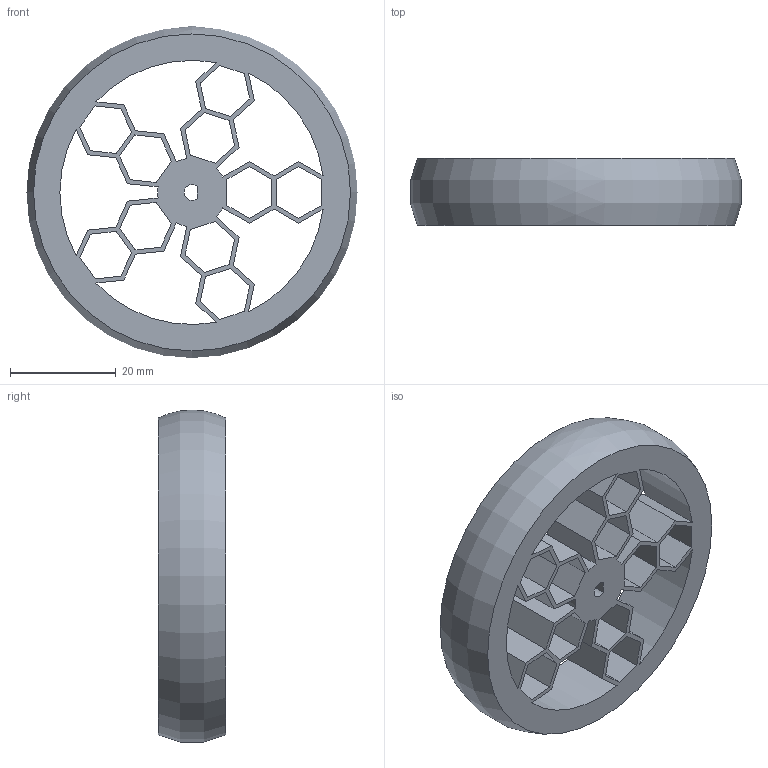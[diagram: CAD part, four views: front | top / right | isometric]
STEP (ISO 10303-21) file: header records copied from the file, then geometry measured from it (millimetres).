
FILE_DESCRIPTION(/* description */ (''),/* implementation_level */ '2;1');
FILE_NAME(/* name */ 'WheelV2.ipt.step',/* time_stamp */ '2024-02-28T22:22:19-06:00',/* author */ ('smz3rm'),/* organization */ (''),/* preprocessor_version */ 'ST-DEVELOPER v18',/* originating_system */ 'Autodesk Inventor 2020',/* authorisation */ '');
FILE_SCHEMA (('AUTOMOTIVE_DESIGN { 1 0 10303 214 3 1 1 }'));
Length unit declared in the file: millimetre
Products named in the file (1): WheelV2
Bounding box: 62.66 x 12.7 x 62.83 mm (x, y, z)
Volume: 17723.3 mm3; surface area: 13340.5 mm2
Topology: 1 solids, 1 shells, 115 faces, 341 edges, 228 vertices
Faces by surface type: plane 103, cylinder 11, torus 1
Entity records: 3903 total; most frequent: CARTESIAN_POINT 685, ORIENTED_EDGE 682, DIRECTION 600, EDGE_CURVE 341, LINE 314, VECTOR 314, VERTEX_POINT 228, EDGE_LOOP 147
